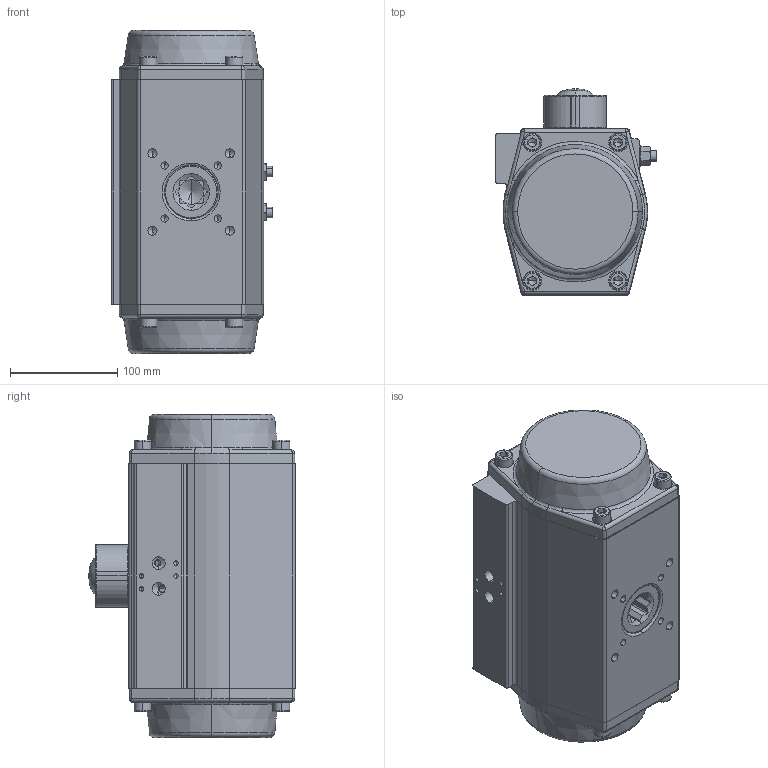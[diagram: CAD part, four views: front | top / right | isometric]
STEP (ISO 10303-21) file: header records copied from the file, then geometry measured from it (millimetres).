
FILE_DESCRIPTION (( 'STEP AP203' ), '1' );
FILE_NAME ('GD-125-090-V22-FG-SA-Doku.step', '2019-01-14T07:35:57', ( '' ), ( '' ), 'SwSTEP 2.0', 'SolidWorks 2018', '' );
FILE_SCHEMA (( 'CONFIG_CONTROL_DESIGN' ));
Products named in the file (1): GD-125-090-V22-FG-SA-Doku
Bounding box: 150.5 x 192.19 x 301 mm (x, y, z)
Volume: 2204470.1 mm3; surface area: 484111.3 mm2
Topology: 25 solids, 25 shells, 2564 faces, 6148 edges, 3590 vertices
Faces by surface type: cylinder 832, plane 622, torus 544, bspline 276, cone 152, sphere 138
Entity records: 83638 total; most frequent: CARTESIAN_POINT 25253, DIRECTION 12985, ORIENTED_EDGE 11884, EDGE_CURVE 5942, AXIS2_PLACEMENT_3D 5414, VERTEX_POINT 3540, CIRCLE 3125, EDGE_LOOP 2724
